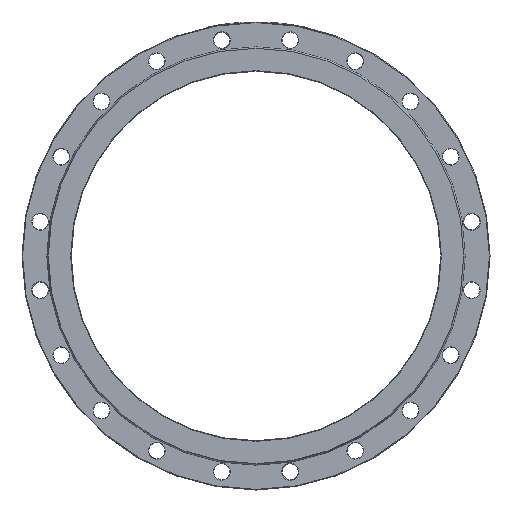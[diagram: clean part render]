
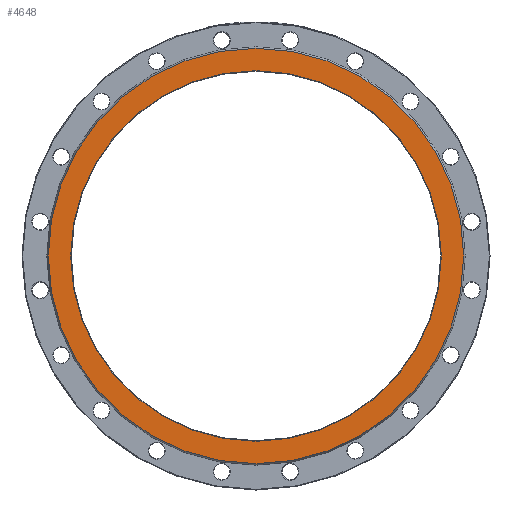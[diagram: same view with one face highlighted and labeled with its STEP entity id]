
A CAD part, left-side view. The second image highlights one B-rep face of the part: STEP entity #4648.
In plain terms, the highlighted planar face has unit normal (-1, 0, 0).
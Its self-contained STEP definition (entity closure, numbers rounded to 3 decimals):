
#4 = ORIENTED_EDGE ( 'NONE', *, *, #3982, .T. ) ;
#86 = CARTESIAN_POINT ( 'NONE',  ( 0., 0., 0. ) ) ;
#123 = PLANE ( 'NONE',  #7675 ) ;
#409 = DIRECTION ( 'NONE',  ( 0., 0., 1. ) ) ;
#480 = EDGE_LOOP ( 'NONE', ( #3314 ) ) ;
#1308 = FACE_OUTER_BOUND ( 'NONE', #2298, .T. ) ;
#1553 = DIRECTION ( 'NONE',  ( -1., 0., 0. ) ) ;
#2236 = EDGE_CURVE ( 'NONE', #4469, #4469, #6469, .T. ) ;
#2298 = EDGE_LOOP ( 'NONE', ( #4 ) ) ;
#2614 = CARTESIAN_POINT ( 'NONE',  ( 0., 0., -298.9 ) ) ;
#3095 = FACE_BOUND ( 'NONE', #480, .T. ) ;
#3314 = ORIENTED_EDGE ( 'NONE', *, *, #2236, .T. ) ;
#3737 = DIRECTION ( 'NONE',  ( 1., 0., 0. ) ) ;
#3974 = AXIS2_PLACEMENT_3D ( 'NONE', #6455, #1553, #409 ) ;
#3982 = EDGE_CURVE ( 'NONE', #7439, #7439, #5752, .T. ) ;
#4469 = VERTEX_POINT ( 'NONE', #2614 ) ;
#4648 = ADVANCED_FACE ( 'NONE', ( #3095, #1308 ), #123, .F. ) ;
#5526 = CARTESIAN_POINT ( 'NONE',  ( 0., 297.9, 0. ) ) ;
#5745 = CARTESIAN_POINT ( 'NONE',  ( 0., 0., 335. ) ) ;
#5752 = CIRCLE ( 'NONE', #3974, 335. ) ;
#6455 = CARTESIAN_POINT ( 'NONE',  ( 0., 0., 0. ) ) ;
#6469 = CIRCLE ( 'NONE', #6858, 298.9 ) ;
#6694 = DIRECTION ( 'NONE',  ( 0., 0., -1. ) ) ;
#6858 = AXIS2_PLACEMENT_3D ( 'NONE', #86, #7368, #7741 ) ;
#7368 = DIRECTION ( 'NONE',  ( 1., 0., 0. ) ) ;
#7439 = VERTEX_POINT ( 'NONE', #5745 ) ;
#7675 = AXIS2_PLACEMENT_3D ( 'NONE', #5526, #3737, #6694 ) ;
#7741 = DIRECTION ( 'NONE',  ( 0., 0., -1. ) ) ;
